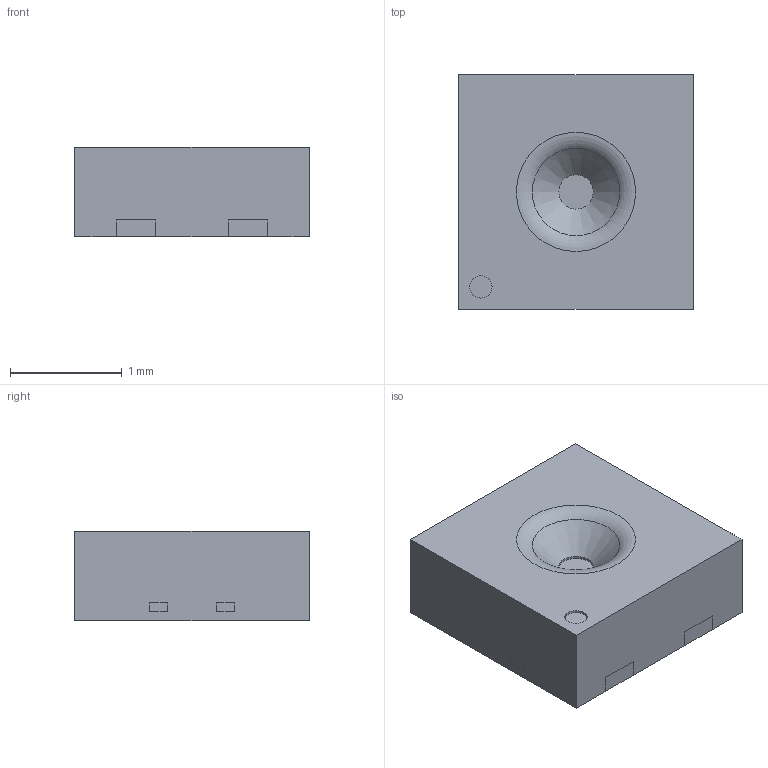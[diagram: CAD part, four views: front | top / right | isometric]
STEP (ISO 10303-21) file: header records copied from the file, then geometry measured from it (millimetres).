
FILE_DESCRIPTION(('STEP AP214'), '1');
FILE_NAME('SHTC3', '2022-11-09T18:19:42', ('AF'), (''), 'UNSPECIFIED', 'UNSPECIFIED', '');
FILE_SCHEMA(('AUTOMOTIVE_DESIGN { 1 0 10303 214 3 1 1}'));
Length unit declared in the file: millimetre
Bounding box: 2.1 x 2.1 x 0.8 mm (x, y, z)
Volume: 3.4 mm3; surface area: 22.9 mm2
Topology: 10 solids, 10 shells, 109 faces, 264 edges, 187 vertices
Faces by surface type: plane 105, cylinder 2, torus 1, cone 1
Full cylindrical faces by diameter (mm): 0.2 x1, 0.308 x1
Entity records: 4071 total; most frequent: CARTESIAN_POINT 532, DIRECTION 486, ORIENTED_EDGE 480, LINE 254, VECTOR 254, EDGE_CURVE 240, VERTEX_POINT 162, COLOUR_RGB 124
